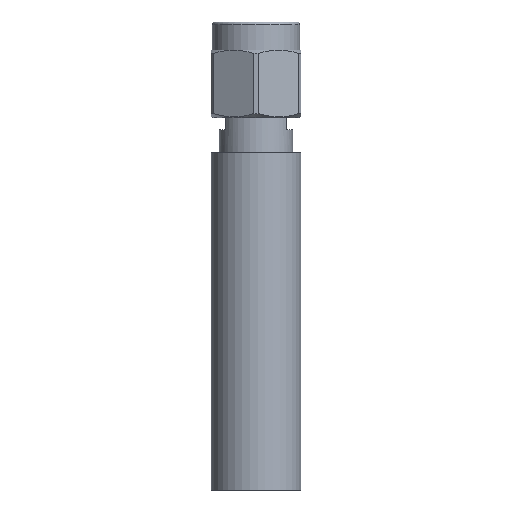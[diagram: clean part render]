
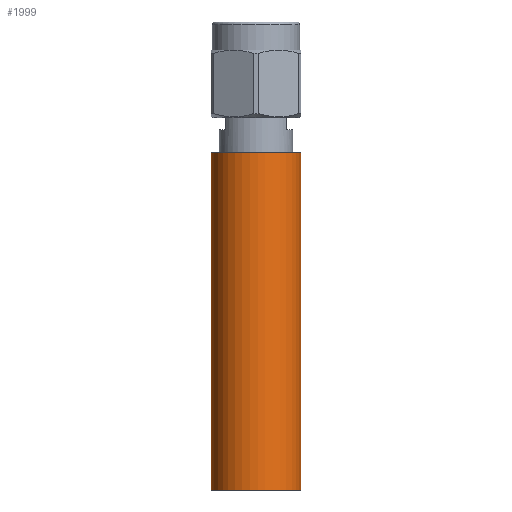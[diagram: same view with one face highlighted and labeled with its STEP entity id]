
A CAD part, front view. The second image highlights one B-rep face of the part: STEP entity #1999.
In plain terms, the highlighted cylindrical face has radius 4 mm (diameter 8 mm), a partial arc.
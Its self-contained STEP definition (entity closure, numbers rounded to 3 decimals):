
#121 = CIRCLE ( 'NONE', #442, 4. ) ;
#140 = AXIS2_PLACEMENT_3D ( 'NONE', #1070, #2393, #1952 ) ;
#264 = DIRECTION ( 'NONE',  ( 0., 0., 1. ) ) ;
#428 = VERTEX_POINT ( 'NONE', #2230 ) ;
#442 = AXIS2_PLACEMENT_3D ( 'NONE', #1795, #264, #1361 ) ;
#520 = EDGE_CURVE ( 'NONE', #746, #2400, #2549, .T. ) ;
#656 = VERTEX_POINT ( 'NONE', #1771 ) ;
#706 = FACE_OUTER_BOUND ( 'NONE', #2056, .T. ) ;
#746 = VERTEX_POINT ( 'NONE', #2672 ) ;
#1061 = ORIENTED_EDGE ( 'NONE', *, *, #1948, .T. ) ;
#1070 = CARTESIAN_POINT ( 'NONE',  ( 0., 0., -16.613 ) ) ;
#1139 = CYLINDRICAL_SURFACE ( 'NONE', #2108, 4. ) ;
#1361 = DIRECTION ( 'NONE',  ( 0.999, 0.037, 0. ) ) ;
#1475 = EDGE_CURVE ( 'NONE', #428, #2400, #2408, .T. ) ;
#1537 = LINE ( 'NONE', #2679, #1751 ) ;
#1551 = DIRECTION ( 'NONE',  ( 0., 0., -1. ) ) ;
#1564 = DIRECTION ( 'NONE',  ( -0.999, -0.037, 0. ) ) ;
#1641 = EDGE_CURVE ( 'NONE', #656, #746, #121, .T. ) ;
#1656 = ORIENTED_EDGE ( 'NONE', *, *, #1641, .F. ) ;
#1689 = CARTESIAN_POINT ( 'NONE',  ( 3.997, 0.148, -16.613 ) ) ;
#1707 = DIRECTION ( 'NONE',  ( 0., 0., -1. ) ) ;
#1751 = VECTOR ( 'NONE', #1551, 1000. ) ;
#1771 = CARTESIAN_POINT ( 'NONE',  ( -3.997, -0.148, 13.387 ) ) ;
#1795 = CARTESIAN_POINT ( 'NONE',  ( 0., 0., 13.387 ) ) ;
#1948 = EDGE_CURVE ( 'NONE', #656, #428, #1537, .T. ) ;
#1952 = DIRECTION ( 'NONE',  ( 0.999, 0.037, 0. ) ) ;
#1999 = ADVANCED_FACE ( 'NONE', ( #706 ), #1139, .T. ) ;
#2056 = EDGE_LOOP ( 'NONE', ( #2624, #1656, #1061, #2648 ) ) ;
#2108 = AXIS2_PLACEMENT_3D ( 'NONE', #2447, #2234, #1564 ) ;
#2230 = CARTESIAN_POINT ( 'NONE',  ( -3.997, -0.148, -16.613 ) ) ;
#2234 = DIRECTION ( 'NONE',  ( 0., 0., -1. ) ) ;
#2332 = CARTESIAN_POINT ( 'NONE',  ( 3.997, 0.148, 13.387 ) ) ;
#2393 = DIRECTION ( 'NONE',  ( 0., 0., 1. ) ) ;
#2400 = VERTEX_POINT ( 'NONE', #1689 ) ;
#2408 = CIRCLE ( 'NONE', #140, 4. ) ;
#2447 = CARTESIAN_POINT ( 'NONE',  ( 0., 0., 13.387 ) ) ;
#2549 = LINE ( 'NONE', #2332, #2629 ) ;
#2624 = ORIENTED_EDGE ( 'NONE', *, *, #520, .F. ) ;
#2629 = VECTOR ( 'NONE', #1707, 1000. ) ;
#2648 = ORIENTED_EDGE ( 'NONE', *, *, #1475, .T. ) ;
#2672 = CARTESIAN_POINT ( 'NONE',  ( 3.997, 0.148, 13.387 ) ) ;
#2679 = CARTESIAN_POINT ( 'NONE',  ( -3.997, -0.148, 13.387 ) ) ;
